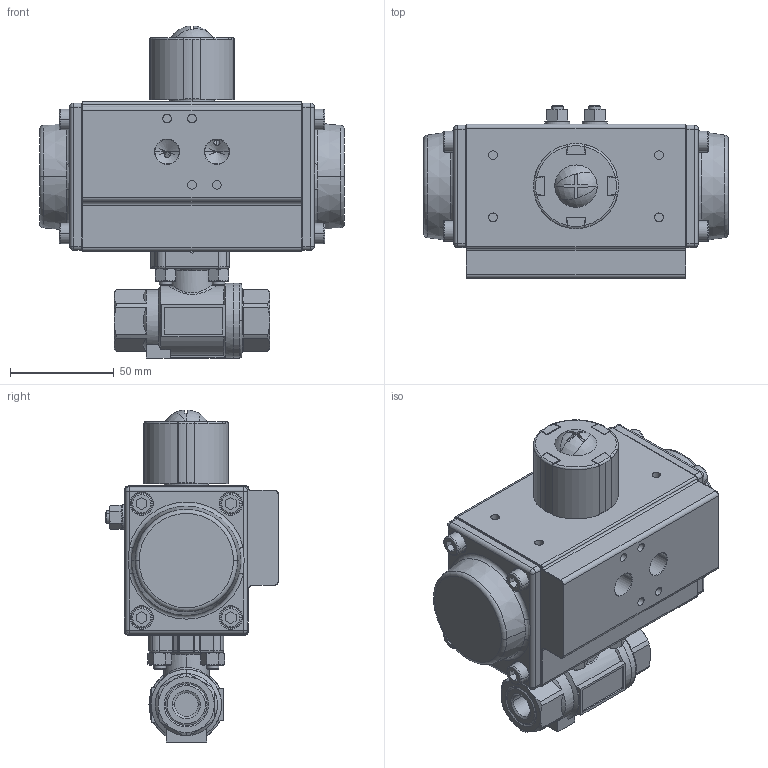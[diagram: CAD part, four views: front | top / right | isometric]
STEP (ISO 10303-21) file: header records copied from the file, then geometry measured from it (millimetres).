
FILE_DESCRIPTION(('HOOPS Exchange Step'),'2;1');
FILE_NAME('PK0201_DN08.stp','2025-04-02T11:51:13+02:00',('nieru'),('Unknown organisation'),'HOOPS Exchange 2024.2','HOOPS Exchange','Unknown authorisation');
FILE_SCHEMA( ('AP203_CONFIGURATION_CONTROLLED_3D_DESIGN_OF_MECHANICAL_PARTS_AND_ASSEMBLIES_MIM_LF') );
Length unit declared in the file: millimetre
Products named in the file (4): 0; root
Assembly tree (3 placements, depth 3):
  root
    0
      0
      0
Bounding box: 147 x 83.5 x 160.15 mm (x, y, z)
Volume: 503585.3 mm3; surface area: 128605.7 mm2
Topology: 34 solids, 34 shells, 1356 faces, 3336 edges, 2093 vertices
Faces by surface type: plane 582, cylinder 377, cone 159, torus 114, bspline 84, sphere 40
Full cylindrical faces by diameter (mm): 5 x5, 6 x4
Entity records: 46691 total; most frequent: CARTESIAN_POINT 15302, ORIENTED_EDGE 6600, DIRECTION 6273, EDGE_CURVE 3300, AXIS2_PLACEMENT_3D 2355, VERTEX_POINT 2095, VECTOR 1563, LINE 1563
